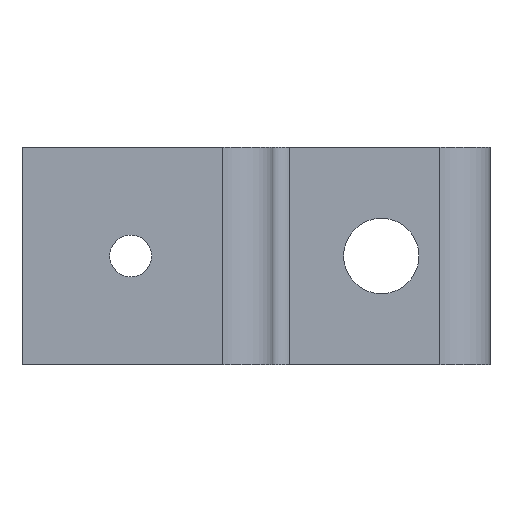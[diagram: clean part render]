
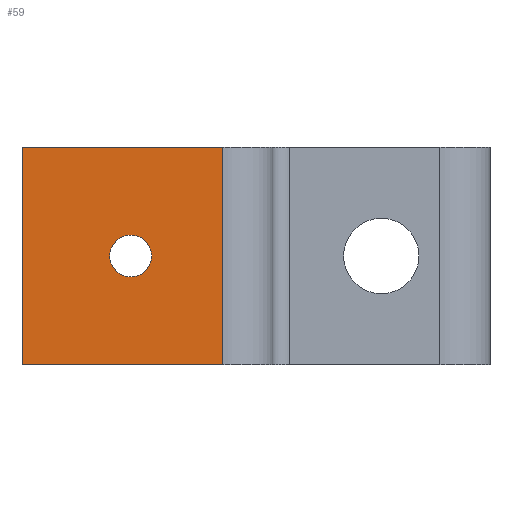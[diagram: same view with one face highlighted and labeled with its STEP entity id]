
A CAD part, front view. The second image highlights one B-rep face of the part: STEP entity #59.
In plain terms, the highlighted planar face has unit normal (0, -1, 0).
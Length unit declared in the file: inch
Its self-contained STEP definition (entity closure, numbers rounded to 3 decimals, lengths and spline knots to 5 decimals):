
#59=ADVANCED_FACE('',(#140,#141),#142,.T.);
#140=FACE_BOUND('',#251,.T.);
#141=FACE_OUTER_BOUND('',#252,.T.);
#142=PLANE('',#253);
#251=EDGE_LOOP('',(#478,#479,#480,#481));
#252=EDGE_LOOP('',(#482,#483,#484,#485));
#253=AXIS2_PLACEMENT_3D('',#486,#487,#488);
#478=ORIENTED_EDGE('',*,*,#710,.T.);
#479=ORIENTED_EDGE('',*,*,#711,.T.);
#480=ORIENTED_EDGE('',*,*,#712,.T.);
#481=ORIENTED_EDGE('',*,*,#713,.T.);
#482=ORIENTED_EDGE('',*,*,#714,.T.);
#483=ORIENTED_EDGE('',*,*,#715,.F.);
#484=ORIENTED_EDGE('',*,*,#716,.F.);
#485=ORIENTED_EDGE('',*,*,#717,.T.);
#486=CARTESIAN_POINT('',(0.74964,0.0,0.0));
#487=DIRECTION('',(0.0,-1.0,0.0));
#488=DIRECTION('',(1.0,0.0,-0.0));
#710=EDGE_CURVE('',#837,#838,#839,.T.);
#711=EDGE_CURVE('',#838,#840,#841,.T.);
#712=EDGE_CURVE('',#840,#842,#843,.T.);
#713=EDGE_CURVE('',#842,#837,#844,.T.);
#714=EDGE_CURVE('',#845,#846,#847,.T.);
#715=EDGE_CURVE('',#848,#846,#849,.T.);
#716=EDGE_CURVE('',#850,#848,#851,.T.);
#717=EDGE_CURVE('',#850,#845,#852,.T.);
#837=VERTEX_POINT('',#1032);
#838=VERTEX_POINT('',#1033);
#839=B_SPLINE_CURVE_WITH_KNOTS('',3,(#1034,#1035,#1036,#1037),.UNSPECIFIED.,.F.,.F.,(4,4),(0.0,1.0),.UNSPECIFIED.);
#840=VERTEX_POINT('',#1038);
#841=B_SPLINE_CURVE_WITH_KNOTS('',3,(#1039,#1040,#1041,#1042),.UNSPECIFIED.,.F.,.F.,(4,4),(0.0,1.0),.UNSPECIFIED.);
#842=VERTEX_POINT('',#1043);
#843=B_SPLINE_CURVE_WITH_KNOTS('',3,(#1044,#1045,#1046,#1047),.UNSPECIFIED.,.F.,.F.,(4,4),(0.0,1.0),.UNSPECIFIED.);
#844=B_SPLINE_CURVE_WITH_KNOTS('',3,(#1048,#1049,#1050,#1051),.UNSPECIFIED.,.F.,.F.,(4,4),(0.0,1.0),.UNSPECIFIED.);
#845=VERTEX_POINT('',#1052);
#846=VERTEX_POINT('',#1053);
#847=LINE('',#1054,#1055);
#848=VERTEX_POINT('',#1056);
#849=LINE('',#1057,#1058);
#850=VERTEX_POINT('',#1059);
#851=LINE('',#1060,#1061);
#852=LINE('',#1062,#1063);
#1032=CARTESIAN_POINT('',(0.8125,0.0,0.65625));
#1033=CARTESIAN_POINT('',(0.65625,0.0,0.8125));
#1034=CARTESIAN_POINT('',(0.8125,0.0,0.65625));
#1035=CARTESIAN_POINT('',(0.7262,0.,0.65625));
#1036=CARTESIAN_POINT('',(0.65625,0.,0.7262));
#1037=CARTESIAN_POINT('',(0.65625,0.,0.8125));
#1038=CARTESIAN_POINT('',(0.8125,0.0,0.96875));
#1039=CARTESIAN_POINT('',(0.65625,0.0,0.8125));
#1040=CARTESIAN_POINT('',(0.65625,0.0,0.89879));
#1041=CARTESIAN_POINT('',(0.7262,0.0,0.96875));
#1042=CARTESIAN_POINT('',(0.8125,0.,0.96875));
#1043=CARTESIAN_POINT('',(0.96875,0.0,0.8125));
#1044=CARTESIAN_POINT('',(0.8125,0.0,0.96875));
#1045=CARTESIAN_POINT('',(0.8988,0.,0.96875));
#1046=CARTESIAN_POINT('',(0.96875,0.,0.89879));
#1047=CARTESIAN_POINT('',(0.96875,0.,0.8125));
#1048=CARTESIAN_POINT('',(0.96875,0.0,0.8125));
#1049=CARTESIAN_POINT('',(0.96875,0.0,0.7262));
#1050=CARTESIAN_POINT('',(0.8988,0.,0.65625));
#1051=CARTESIAN_POINT('',(0.8125,0.,0.65625));
#1052=CARTESIAN_POINT('',(1.49928,0.0,1.625));
#1053=CARTESIAN_POINT('',(0.0,0.0,1.625));
#1054=CARTESIAN_POINT('',(1.49928,0.0,1.625));
#1055=VECTOR('',#1314,1.0);
#1056=CARTESIAN_POINT('',(0.0,0.0,0.0));
#1057=CARTESIAN_POINT('',(0.0,0.0,0.0));
#1058=VECTOR('',#1315,1.0);
#1059=CARTESIAN_POINT('',(1.49928,0.0,0.0));
#1060=CARTESIAN_POINT('',(1.49928,0.0,0.0));
#1061=VECTOR('',#1316,1.0);
#1062=CARTESIAN_POINT('',(1.49928,0.0,0.0));
#1063=VECTOR('',#1317,1.0);
#1314=DIRECTION('',(-1.0,0.0,0.0));
#1315=DIRECTION('',(0.0,0.0,1.0));
#1316=DIRECTION('',(-1.0,0.0,0.0));
#1317=DIRECTION('',(0.0,0.0,1.0));
